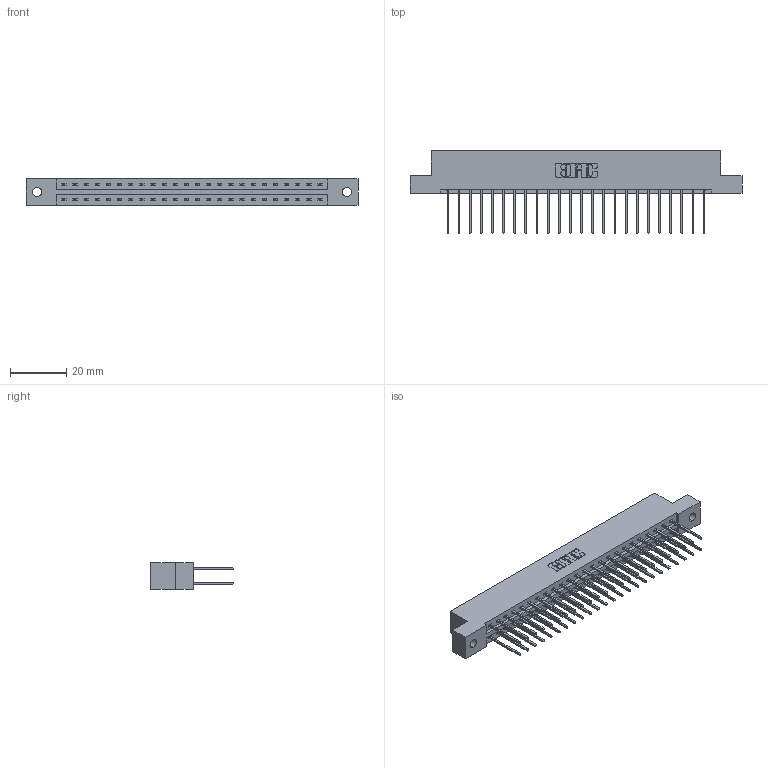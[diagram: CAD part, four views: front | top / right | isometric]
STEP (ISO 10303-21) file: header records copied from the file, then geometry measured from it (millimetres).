
FILE_DESCRIPTION (( 'STEP AP203' ), '1' );
FILE_NAME ('337-048-540-202.STEP', '2018-08-09T09:59:41', ( '' ), ( '' ), 'SwSTEP 2.0', 'SolidWorks 2016', '' );
FILE_SCHEMA (( 'CONFIG_CONTROL_DESIGN' ));
Length unit declared in the file: inch
Products named in the file (3): 337 Part_Flush Mounting Lugs - 0.128 Dia; 345-292-001_345-293-140; 337-048-540-202
Assembly tree (49 placements, depth 2):
  337-048-540-202
    337 Part_Flush Mounting Lugs - 0.128 Dia
    345-292-001_345-293-140  x48
Bounding box: 118.11 x 29.47 x 9.4 mm (x, y, z)
Volume: 12353.1 mm3; surface area: 14417.1 mm2
Topology: 49 solids, 49 shells, 2706 faces, 8039 edges, 5294 vertices
Faces by surface type: plane 1894, cylinder 812
Entity records: 20957 total; most frequent: CARTESIAN_POINT 3546, ORIENTED_EDGE 3482, DIRECTION 3049, EDGE_CURVE 1741, VECTOR 1613, LINE 1613, VERTEX_POINT 1158, AXIS2_PLACEMENT_3D 718
